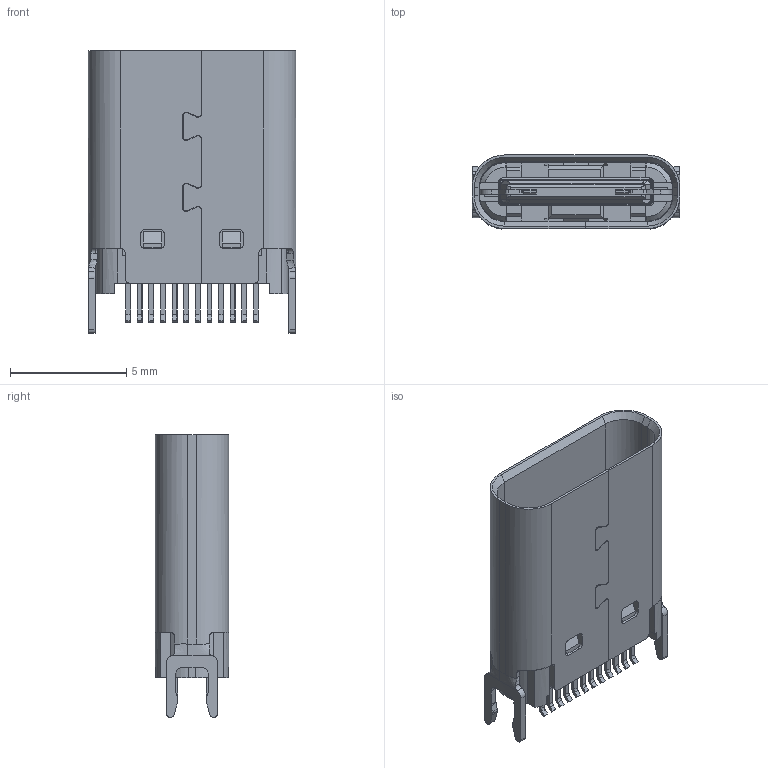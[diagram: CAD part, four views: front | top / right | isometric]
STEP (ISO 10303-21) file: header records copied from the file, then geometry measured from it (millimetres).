
FILE_DESCRIPTION(('CoCreate Modeling STEP Export'),'2;1');
FILE_NAME('014101020-065 C F夹板1.2.stp','2016-09-20T22:20:07',(''),(''),'CoCreate Modeling STEP processor for AP214 (Solid Model)','CoCreate Modeling 16.00 13-May-2008 (C) Parametric Technology GmbH','');
FILE_SCHEMA(('AUTOMOTIVE_DESIGN { 1 0 10303 214 1 1 1 1 }'));
Length unit declared in the file: millimetre
Products named in the file (169): MD件.1.2; MSBR; 11.stp; 铁片; MD件; 挂勾; MSBR.1.1.1; 弹片.stp; LAYER.14; 弹片.5.1.1; 铁壳.8; LAYER; LAYER.7; LAYER.8; LAYER.9; LAYER.6; LAYER.10; LAYER.1; LAYER.11; LAYER.15; LAYER.2; LAYER.5; LAYER.4; LAYER.3; LAYER.12; a1; 半成品.1; 半成品.1.1; a1.1; 542DDD.1; p20.1.2.1.2; C-DIP-SMT-5.27.1; CF3.1-DIP-SMT-5.27; 铁壳.2; 1.2改后16.9.18夹板1.2.1
Assembly tree (168 placements, depth 9):
  1.2改后16.9.18夹板1.2.1
    铁壳.2
    CF3.1-DIP-SMT-5.27
      C-DIP-SMT-5.27.1
        半成品.1
          p20.1.2.1.2
          542DDD.1
          半成品.1
            a1.1
              LAYER.12
                LAYER
              LAYER.3
                LAYER
                  LAYER
              LAYER.4
                LAYER
                  LAYER
              LAYER.5
                LAYER
                  LAYER
              LAYER.2
                LAYER
              LAYER.15
                LAYER
              LAYER.11
                LAYER
              LAYER.1
                LAYER
              LAYER.10
                LAYER
              LAYER
              LAYER.6
                LAYER
                  LAYER
              LAYER.9
                LAYER
                  LAYER
              LAYER.8
                LAYER
                  LAYER
              LAYER.7
                LAYER
                  LAYER
            a1
              LAYER.12
                LAYER
              LAYER.3
                LAYER
                  LAYER
              LAYER.4
                LAYER
                  LAYER
              LAYER.5
                LAYER
                  LAYER
              LAYER.2
                LAYER
              LAYER.15
                LAYER
              LAYER.11
Bounding box: 8.94 x 3.17 x 12.15 mm (x, y, z)
Volume: 71 mm3; surface area: 859.9 mm2
Topology: 4 solids, 10 shells, 1425 faces, 4048 edges, 2653 vertices
Faces by surface type: plane 1080, cylinder 300, cone 24, bspline 15, extrusion 6
Entity records: 52255 total; most frequent: CARTESIAN_POINT 9218, ORIENTED_EDGE 8102, DIRECTION 7401, EDGE_CURVE 4042, VECTOR 3227, LINE 3221, VERTEX_POINT 2649, AXIS2_PLACEMENT_3D 2087
